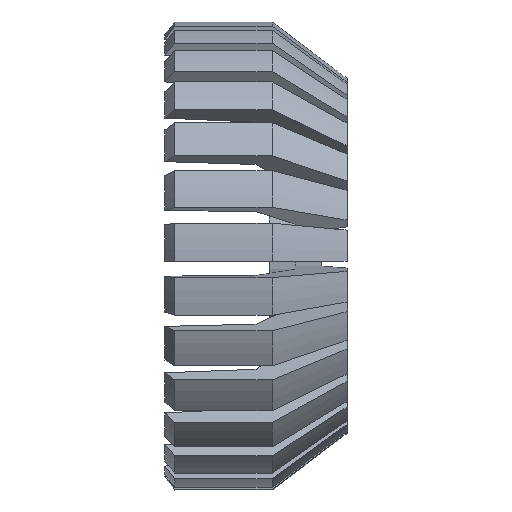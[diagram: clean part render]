
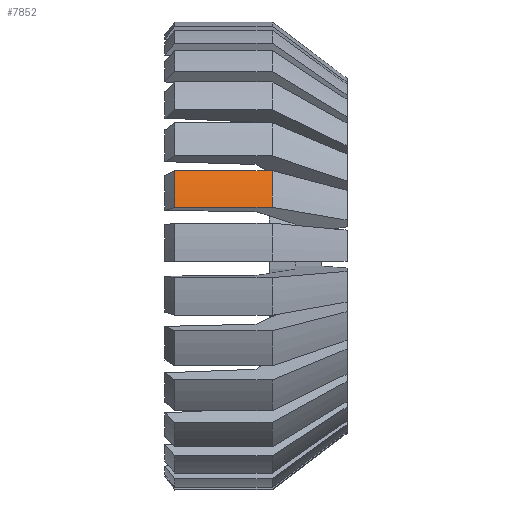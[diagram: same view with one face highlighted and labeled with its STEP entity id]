
A CAD part, left-side view. The second image highlights one B-rep face of the part: STEP entity #7852.
In plain terms, the highlighted cylindrical face has radius 114.3 mm (diameter 228.6 mm), a partial arc.
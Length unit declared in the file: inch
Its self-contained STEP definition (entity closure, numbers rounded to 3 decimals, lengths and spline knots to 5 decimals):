
#153 = ORIENTED_EDGE ( 'NONE', *, *, #7204, .F. ) ;
#166 = DIRECTION ( 'NONE',  ( 0., 1., 0. ) ) ;
#365 = EDGE_CURVE ( 'NONE', #9877, #4491, #5620, .T. ) ;
#504 = FACE_OUTER_BOUND ( 'NONE', #7817, .T. ) ;
#1046 = CARTESIAN_POINT ( 'NONE',  ( -4.1908, -18.30013, 1.63926 ) ) ;
#1467 = CYLINDRICAL_SURFACE ( 'NONE', #4633, 4.5 ) ;
#1563 = DIRECTION ( 'NONE',  ( 0., 0., 1. ) ) ;
#1613 = ORIENTED_EDGE ( 'NONE', *, *, #6985, .T. ) ;
#1669 = DIRECTION ( 'NONE',  ( 0., 1., 0. ) ) ;
#1754 = VERTEX_POINT ( 'NONE', #4001 ) ;
#2310 = CARTESIAN_POINT ( 'NONE',  ( -4.40215, 1.44154, 0.93331 ) ) ;
#2371 = CARTESIAN_POINT ( 'NONE',  ( -4.40215, 3.31161, 0.93331 ) ) ;
#2661 = CIRCLE ( 'NONE', #6286, 4.5 ) ;
#2953 = DIRECTION ( 'NONE',  ( 0., 0., 1. ) ) ;
#3568 = DIRECTION ( 'NONE',  ( 0., 1., 0. ) ) ;
#4001 = CARTESIAN_POINT ( 'NONE',  ( -4.1908, 3.31161, 1.63926 ) ) ;
#4491 = VERTEX_POINT ( 'NONE', #2371 ) ;
#4633 = AXIS2_PLACEMENT_3D ( 'NONE', #9174, #3568, #2953 ) ;
#4643 = CARTESIAN_POINT ( 'NONE',  ( 0., 1.44154, 0. ) ) ;
#4761 = ORIENTED_EDGE ( 'NONE', *, *, #365, .F. ) ;
#5389 = CARTESIAN_POINT ( 'NONE',  ( -4.1908, 1.44154, 1.63926 ) ) ;
#5620 = LINE ( 'NONE', #7209, #6258 ) ;
#5712 = LINE ( 'NONE', #1046, #7291 ) ;
#6258 = VECTOR ( 'NONE', #166, 39.37008 ) ;
#6286 = AXIS2_PLACEMENT_3D ( 'NONE', #10022, #9213, #8282 ) ;
#6985 = EDGE_CURVE ( 'NONE', #9877, #7757, #7424, .T. ) ;
#7204 = EDGE_CURVE ( 'NONE', #4491, #1754, #2661, .T. ) ;
#7209 = CARTESIAN_POINT ( 'NONE',  ( -4.40215, -18.30013, 0.93331 ) ) ;
#7291 = VECTOR ( 'NONE', #8836, 39.37008 ) ;
#7424 = CIRCLE ( 'NONE', #7905, 4.5 ) ;
#7757 = VERTEX_POINT ( 'NONE', #5389 ) ;
#7817 = EDGE_LOOP ( 'NONE', ( #1613, #9624, #153, #4761 ) ) ;
#7852 = ADVANCED_FACE ( 'NONE', ( #504 ), #1467, .T. ) ;
#7905 = AXIS2_PLACEMENT_3D ( 'NONE', #4643, #1669, #1563 ) ;
#8282 = DIRECTION ( 'NONE',  ( 0., 0., 1. ) ) ;
#8444 = EDGE_CURVE ( 'NONE', #7757, #1754, #5712, .T. ) ;
#8836 = DIRECTION ( 'NONE',  ( 0., 1., 0. ) ) ;
#9174 = CARTESIAN_POINT ( 'NONE',  ( 0., 4.60312, 0. ) ) ;
#9213 = DIRECTION ( 'NONE',  ( 0., 1., 0. ) ) ;
#9624 = ORIENTED_EDGE ( 'NONE', *, *, #8444, .T. ) ;
#9877 = VERTEX_POINT ( 'NONE', #2310 ) ;
#10022 = CARTESIAN_POINT ( 'NONE',  ( 0., 3.31161, 0. ) ) ;
